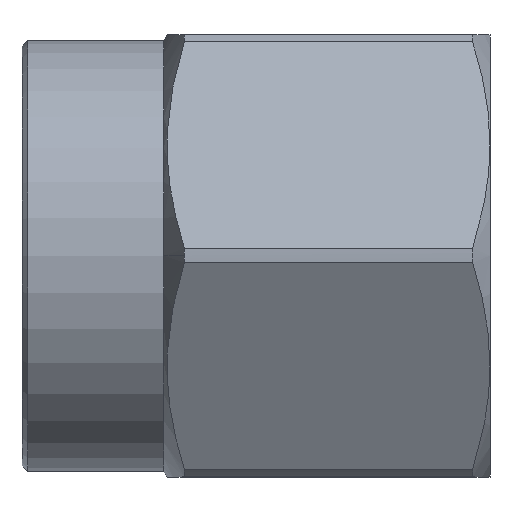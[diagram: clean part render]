
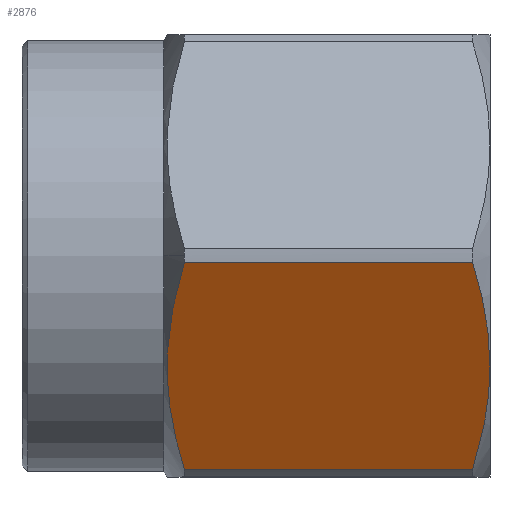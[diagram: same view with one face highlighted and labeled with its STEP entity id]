
A CAD part, top view. The second image highlights one B-rep face of the part: STEP entity #2876.
In plain terms, the highlighted planar face has unit normal (0, -0.5, 0.866).
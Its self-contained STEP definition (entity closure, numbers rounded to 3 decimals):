
#757=DIRECTION('',(-1.,0.,0.));
#758=VECTOR('',#757,5.159);
#759=CARTESIAN_POINT('',(5.368,-3.831,2.361));
#760=LINE('',#759,#758);
#761=CARTESIAN_POINT('',(5.368,-3.831,2.361));
#762=CARTESIAN_POINT('',(5.402,-3.723,2.423));
#763=CARTESIAN_POINT('',(5.465,-3.511,2.546));
#764=CARTESIAN_POINT('',(5.542,-3.201,2.725));
#765=CARTESIAN_POINT('',(5.603,-2.894,2.902));
#766=CARTESIAN_POINT('',(5.647,-2.59,3.078));
#767=CARTESIAN_POINT('',(5.674,-2.285,3.253));
#768=CARTESIAN_POINT('',(5.68,-2.082,3.371));
#769=CARTESIAN_POINT('',(5.68,-1.98,3.429));
#771=CARTESIAN_POINT('',(0.21,-3.831,2.361));
#772=CARTESIAN_POINT('',(0.178,-3.731,2.418));
#773=CARTESIAN_POINT('',(0.119,-3.534,2.532));
#774=CARTESIAN_POINT('',(0.046,-3.246,2.698));
#775=CARTESIAN_POINT('',(-0.013,-2.963,
2.862));
#776=CARTESIAN_POINT('',(-0.057,-2.681,
3.024));
#777=CARTESIAN_POINT('',(-0.088,-2.401,
3.186));
#778=CARTESIAN_POINT('',(-0.103,-2.12,
3.348));
#779=CARTESIAN_POINT('',(-0.103,-1.84,
3.51));
#780=CARTESIAN_POINT('',(-0.088,-1.559,
3.672));
#781=CARTESIAN_POINT('',(-0.057,-1.278,
3.834));
#782=CARTESIAN_POINT('',(-0.013,-0.997,
3.997));
#783=CARTESIAN_POINT('',(0.046,-0.714,
4.16));
#784=CARTESIAN_POINT('',(0.119,-0.426,
4.327));
#785=CARTESIAN_POINT('',(0.178,-0.229,
4.44));
#786=CARTESIAN_POINT('',(0.21,-0.129,
4.498));
#788=CARTESIAN_POINT('',(5.68,-1.98,3.429));
#789=CARTESIAN_POINT('',(5.68,-1.878,3.488));
#790=CARTESIAN_POINT('',(5.674,-1.674,3.606));
#791=CARTESIAN_POINT('',(5.647,-1.368,3.783));
#792=CARTESIAN_POINT('',(5.602,-1.063,3.959));
#793=CARTESIAN_POINT('',(5.541,-0.757,4.136));
#794=CARTESIAN_POINT('',(5.465,-0.447,4.314));
#795=CARTESIAN_POINT('',(5.402,-0.236,4.436));
#796=CARTESIAN_POINT('',(5.368,-0.129,4.498));
#798=DIRECTION('',(-1.,0.,0.));
#799=VECTOR('',#798,5.159);
#800=CARTESIAN_POINT('',(5.368,-0.129,4.498));
#801=LINE('',#800,#799);
#1665=CARTESIAN_POINT('',(5.368,-3.831,2.361));
#1667=VERTEX_POINT('',#1665);
#1669=CARTESIAN_POINT('',(0.21,-3.831,
2.361));
#1671=VERTEX_POINT('',#1669);
#1672=CARTESIAN_POINT('',(0.21,-0.129,
4.498));
#1673=VERTEX_POINT('',#1672);
#1684=CARTESIAN_POINT('',(5.68,-1.98,3.429));
#1685=VERTEX_POINT('',#1684);
#1689=VERTEX_POINT('',#796);
#2862=CARTESIAN_POINT('',(5.68,-3.96,2.286));
#2863=DIRECTION('',(0.,0.5,-0.866));
#2864=DIRECTION('',(0.,0.866,0.5));
#2865=AXIS2_PLACEMENT_3D('',#2862,#2863,#2864);
#2866=PLANE('',#2865);
#2867=ORIENTED_EDGE('',*,*,#2854,.F.);
#2868=ORIENTED_EDGE('',*,*,#2843,.T.);
#2869=ORIENTED_EDGE('',*,*,#2731,.T.);
#2871=ORIENTED_EDGE('',*,*,#2870,.F.);
#2873=ORIENTED_EDGE('',*,*,#2872,.F.);
#2874=EDGE_LOOP('',(#2867,#2868,#2869,#2871,#2873));
#2875=FACE_OUTER_BOUND('',#2874,.F.);
#2876=ADVANCED_FACE('',(#2875),#2866,.F.);
#770=B_SPLINE_CURVE_WITH_KNOTS('',3,(#761,#762,#763,#764,#765,#766,#767,#768,
#769),.UNSPECIFIED.,.F.,.F.,(4,1,1,1,1,1,4),(0.,0.167,
0.333,0.5,0.667,0.833,1.),
.UNSPECIFIED.);
#787=B_SPLINE_CURVE_WITH_KNOTS('',3,(#771,#772,#773,#774,#775,#776,#777,#778,
#779,#780,#781,#782,#783,#784,#785,#786),.UNSPECIFIED.,.F.,.F.,(4,1,1,1,1,1,1,1,
1,1,1,1,1,4),(0.,0.077,0.154,0.231,
0.308,0.385,0.462,0.538,
0.615,0.692,0.769,0.846,
0.923,1.),.UNSPECIFIED.);
#797=B_SPLINE_CURVE_WITH_KNOTS('',3,(#788,#789,#790,#791,#792,#793,#794,#795,
#796),.UNSPECIFIED.,.F.,.F.,(4,1,1,1,1,1,4),(0.,0.167,
0.333,0.5,0.667,0.833,1.),
.UNSPECIFIED.);
#2731=EDGE_CURVE('',#1671,#1673,#787,.T.);
#2843=EDGE_CURVE('',#1667,#1671,#760,.T.);
#2854=EDGE_CURVE('',#1667,#1685,#770,.T.);
#2870=EDGE_CURVE('',#1689,#1673,#801,.T.);
#2872=EDGE_CURVE('',#1685,#1689,#797,.T.);
